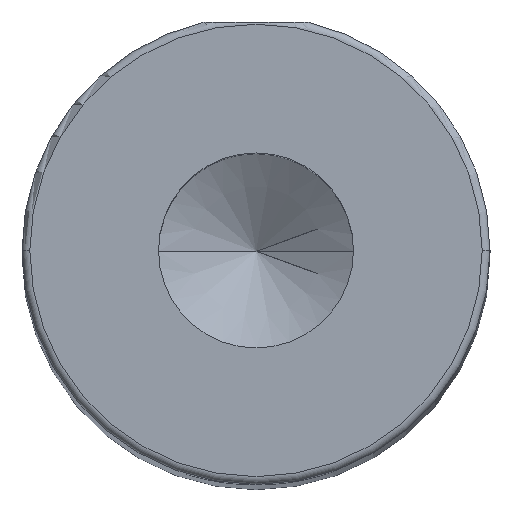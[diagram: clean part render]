
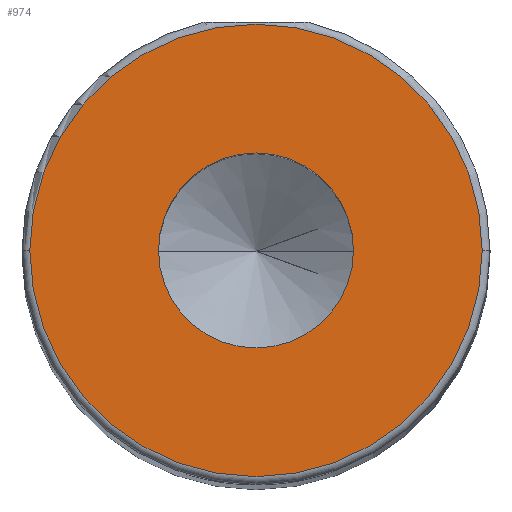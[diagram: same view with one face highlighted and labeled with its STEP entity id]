
A CAD part, top view. The second image highlights one B-rep face of the part: STEP entity #974.
In plain terms, the highlighted planar face has unit normal (0, 0, 1).
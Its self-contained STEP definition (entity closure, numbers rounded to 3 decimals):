
#22 = AXIS2_PLACEMENT_3D ( 'NONE', #1206, #527, #1210 ) ;
#53 = EDGE_CURVE ( 'NONE', #1041, #559, #660, .T. ) ;
#101 = DIRECTION ( 'NONE',  ( 0., 0., 1. ) ) ;
#155 = EDGE_CURVE ( 'NONE', #581, #1177, #1066, .T. ) ;
#159 = DIRECTION ( 'NONE',  ( 1., 0., 0. ) ) ;
#161 = FACE_BOUND ( 'NONE', #1068, .T. ) ;
#219 = ORIENTED_EDGE ( 'NONE', *, *, #708, .F. ) ;
#400 = CARTESIAN_POINT ( 'NONE',  ( 0., 0., 40. ) ) ;
#433 = FACE_OUTER_BOUND ( 'NONE', #869, .T. ) ;
#449 = ORIENTED_EDGE ( 'NONE', *, *, #739, .T. ) ;
#458 = CARTESIAN_POINT ( 'NONE',  ( 0., 0., 40. ) ) ;
#475 = AXIS2_PLACEMENT_3D ( 'NONE', #698, #101, #805 ) ;
#503 = DIRECTION ( 'NONE',  ( 1., 0., 0. ) ) ;
#527 = DIRECTION ( 'NONE',  ( 0., 0., 1. ) ) ;
#559 = VERTEX_POINT ( 'NONE', #1178 ) ;
#581 = VERTEX_POINT ( 'NONE', #851 ) ;
#638 = AXIS2_PLACEMENT_3D ( 'NONE', #798, #1104, #997 ) ;
#660 = CIRCLE ( 'NONE', #846, 2.5 ) ;
#666 = DIRECTION ( 'NONE',  ( 0., 0., 1. ) ) ;
#684 = ORIENTED_EDGE ( 'NONE', *, *, #53, .F. ) ;
#698 = CARTESIAN_POINT ( 'NONE',  ( 0., 0., 40. ) ) ;
#708 = EDGE_CURVE ( 'NONE', #559, #1041, #973, .T. ) ;
#711 = AXIS2_PLACEMENT_3D ( 'NONE', #400, #1105, #503 ) ;
#739 = EDGE_CURVE ( 'NONE', #1177, #581, #1202, .T. ) ;
#798 = CARTESIAN_POINT ( 'NONE',  ( 0., 0., 40. ) ) ;
#805 = DIRECTION ( 'NONE',  ( 1., 0., 0. ) ) ;
#846 = AXIS2_PLACEMENT_3D ( 'NONE', #458, #666, #159 ) ;
#851 = CARTESIAN_POINT ( 'NONE',  ( 5.8, 0., 40. ) ) ;
#869 = EDGE_LOOP ( 'NONE', ( #993, #449 ) ) ;
#973 = CIRCLE ( 'NONE', #711, 2.5 ) ;
#974 = ADVANCED_FACE ( 'NONE', ( #161, #433 ), #1020, .T. ) ;
#993 = ORIENTED_EDGE ( 'NONE', *, *, #155, .T. ) ;
#997 = DIRECTION ( 'NONE',  ( 1., 0., 0. ) ) ;
#1020 = PLANE ( 'NONE',  #22 ) ;
#1026 = CARTESIAN_POINT ( 'NONE',  ( -2.5, 0., 40. ) ) ;
#1041 = VERTEX_POINT ( 'NONE', #1026 ) ;
#1066 = CIRCLE ( 'NONE', #638, 5.8 ) ;
#1068 = EDGE_LOOP ( 'NONE', ( #219, #684 ) ) ;
#1104 = DIRECTION ( 'NONE',  ( 0., 0., 1. ) ) ;
#1105 = DIRECTION ( 'NONE',  ( 0., 0., 1. ) ) ;
#1177 = VERTEX_POINT ( 'NONE', #1270 ) ;
#1178 = CARTESIAN_POINT ( 'NONE',  ( 2.5, 0., 40. ) ) ;
#1202 = CIRCLE ( 'NONE', #475, 5.8 ) ;
#1206 = CARTESIAN_POINT ( 'NONE',  ( 0., 0., 40. ) ) ;
#1210 = DIRECTION ( 'NONE',  ( 1., 0., 0. ) ) ;
#1270 = CARTESIAN_POINT ( 'NONE',  ( -5.8, 0., 40. ) ) ;
